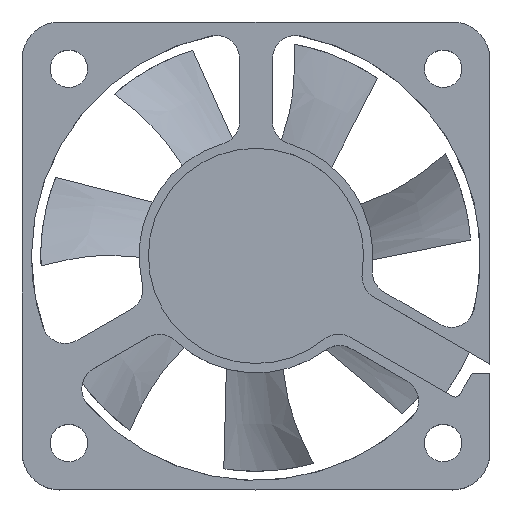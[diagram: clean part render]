
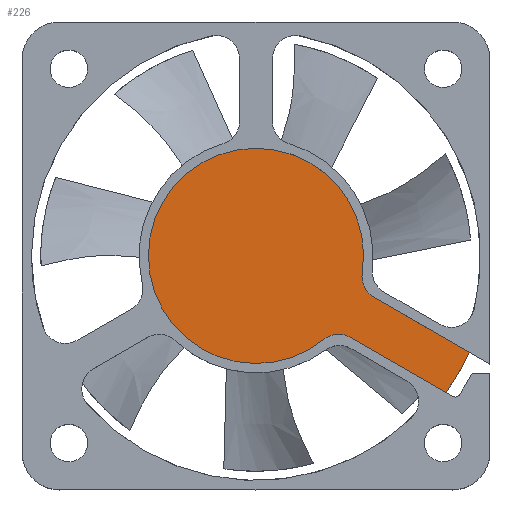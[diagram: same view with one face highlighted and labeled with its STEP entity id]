
A CAD part, top view. The second image highlights one B-rep face of the part: STEP entity #226.
In plain terms, the highlighted planar face has unit normal (0, 0, 1).
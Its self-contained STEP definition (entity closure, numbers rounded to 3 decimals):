
#226=ADVANCED_FACE('',(#1078),#1080,.T.);
#1078=FACE_BOUND('',#1079,.T.);
#1079=EDGE_LOOP('',(#2791,#2792,#2793,#2794,#2795,#2796));
#1080=PLANE('',#1081);
#1081=AXIS2_PLACEMENT_3D('',#1082,#1083,#1084);
#1082=CARTESIAN_POINT('',(0.,0.,2.5));
#1083=DIRECTION('',(0.,0.,1.));
#1084=DIRECTION('',(1.,0.,0.));
#2791=ORIENTED_EDGE('',*,*,#3241,.T.);
#2792=ORIENTED_EDGE('',*,*,#3253,.T.);
#2793=ORIENTED_EDGE('',*,*,#3266,.T.);
#2794=ORIENTED_EDGE('',*,*,#3267,.T.);
#2795=ORIENTED_EDGE('',*,*,#3268,.T.);
#2796=ORIENTED_EDGE('',*,*,#3264,.T.);
#3241=EDGE_CURVE('',#3485,#3483,#3486,.T.);
#3253=EDGE_CURVE('',#3483,#3507,#3509,.T.);
#3264=EDGE_CURVE('',#3526,#3485,#3527,.T.);
#3266=EDGE_CURVE('',#3507,#3529,#3530,.T.);
#3267=EDGE_CURVE('',#3529,#3531,#3532,.T.);
#3268=EDGE_CURVE('',#3531,#3526,#3533,.T.);
#3483=VERTEX_POINT('',#3891);
#3485=VERTEX_POINT('',#3895);
#3486=CIRCLE('',#3896,25.);
#3507=VERTEX_POINT('',#3942);
#3509=LINE('',#3946,#3947);
#3526=VERTEX_POINT('',#3987);
#3527=LINE('',#3988,#3989);
#3529=VERTEX_POINT('',#3994);
#3530=CIRCLE('',#3995,2.5);
#3531=VERTEX_POINT('',#3999);
#3532=CIRCLE('',#4000,11.5);
#3533=CIRCLE('',#4004,2.5);
#3891=CARTESIAN_POINT('',(22.791,-10.275,2.5));
#3895=CARTESIAN_POINT('',(20.29,-14.605,2.5));
#3896=AXIS2_PLACEMENT_3D('',#3897,#3898,#3899);
#3897=CARTESIAN_POINT('',(0.,0.,2.5));
#3898=DIRECTION('',(-0.,0.,1.));
#3899=DIRECTION('',(0.812,-0.584,0.));
#3942=CARTESIAN_POINT('',(12.574,-4.376,2.5));
#3946=CARTESIAN_POINT('',(22.791,-10.275,2.5));
#3947=VECTOR('',#3948,1.);
#3948=DIRECTION('',(-0.866,0.5,0.));
#3987=CARTESIAN_POINT('',(10.072,-8.705,2.5));
#3988=CARTESIAN_POINT('',(10.072,-8.705,2.5));
#3989=VECTOR('',#3990,1.);
#3990=DIRECTION('',(0.866,-0.5,0.));
#3994=CARTESIAN_POINT('',(11.356,-1.817,2.5));
#3995=AXIS2_PLACEMENT_3D('',#3996,#3997,#3998);
#3996=CARTESIAN_POINT('',(13.824,-2.211,2.5));
#3997=DIRECTION('',(0.,0.,-1.));
#3998=DIRECTION('',(-0.5,-0.866,0.));
#3999=CARTESIAN_POINT('',(7.247,-8.929,2.5));
#4000=AXIS2_PLACEMENT_3D('',#4001,#4002,#4003);
#4001=CARTESIAN_POINT('',(0.,0.,2.5));
#4002=DIRECTION('',(0.,0.,1.));
#4003=DIRECTION('',(0.987,-0.158,0.));
#4004=AXIS2_PLACEMENT_3D('',#4005,#4006,#4007);
#4005=CARTESIAN_POINT('',(8.822,-10.87,2.5));
#4006=DIRECTION('',(0.,0.,-1.));
#4007=DIRECTION('',(-0.63,0.776,0.));
